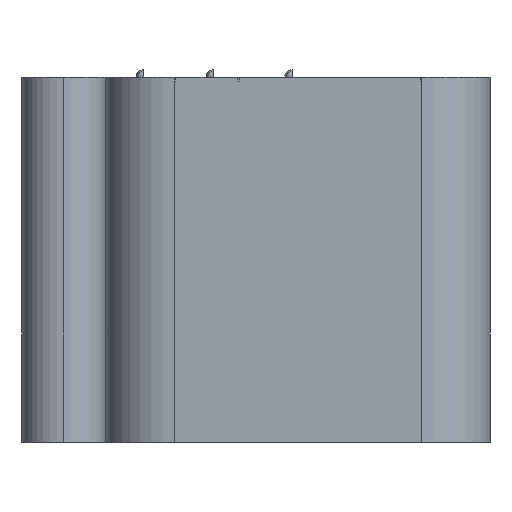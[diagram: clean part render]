
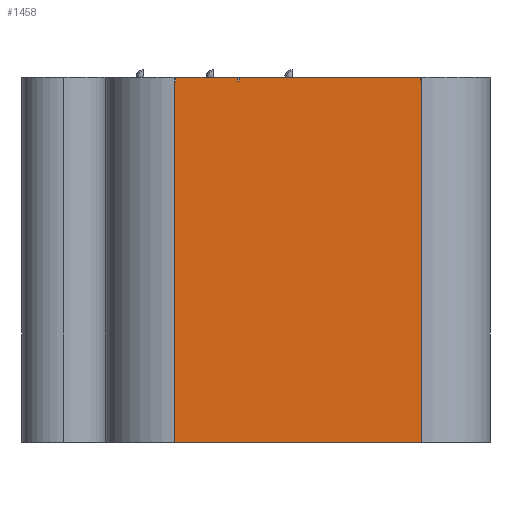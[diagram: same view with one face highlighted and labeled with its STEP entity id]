
A CAD part, left-side view. The second image highlights one B-rep face of the part: STEP entity #1458.
In plain terms, the highlighted planar face has unit normal (-1, 0, 0).
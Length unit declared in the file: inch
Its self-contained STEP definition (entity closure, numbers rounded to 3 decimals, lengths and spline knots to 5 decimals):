
#35 = VERTEX_POINT ( 'NONE', #3910 ) ;
#41 = CARTESIAN_POINT ( 'NONE',  ( -74.75, 3.97562, 24. ) ) ;
#68 = CARTESIAN_POINT ( 'NONE',  ( -74.75, 4.02562, 23.75 ) ) ;
#116 = ORIENTED_EDGE ( 'NONE', *, *, #2513, .F. ) ;
#198 = EDGE_CURVE ( 'NONE', #4032, #3404, #3743, .T. ) ;
#227 = CARTESIAN_POINT ( 'NONE',  ( -74.75, 15.97562, 24. ) ) ;
#233 = DIRECTION ( 'NONE',  ( 0., -1., 0. ) ) ;
#244 = VERTEX_POINT ( 'NONE', #68 ) ;
#267 = DIRECTION ( 'NONE',  ( 0., 0., -1. ) ) ;
#303 = ORIENTED_EDGE ( 'NONE', *, *, #198, .T. ) ;
#309 = VECTOR ( 'NONE', #1708, 39.37008 ) ;
#322 = CARTESIAN_POINT ( 'NONE',  ( -74.75, 16.07562, 24. ) ) ;
#413 = DIRECTION ( 'NONE',  ( 0., 0., -1. ) ) ;
#465 = DIRECTION ( 'NONE',  ( 0., -1., 0. ) ) ;
#472 = DIRECTION ( 'NONE',  ( 0., 0., -1. ) ) ;
#485 = VERTEX_POINT ( 'NONE', #3998 ) ;
#486 = LINE ( 'NONE', #910, #3089 ) ;
#558 = DIRECTION ( 'NONE',  ( 0., -1., 0. ) ) ;
#786 = VECTOR ( 'NONE', #3771, 39.37008 ) ;
#809 = CARTESIAN_POINT ( 'NONE',  ( -74.75, 16.07562, 23.75 ) ) ;
#865 = LINE ( 'NONE', #2518, #3477 ) ;
#890 = ORIENTED_EDGE ( 'NONE', *, *, #4209, .F. ) ;
#910 = CARTESIAN_POINT ( 'NONE',  ( -74.75, 20.25, 0. ) ) ;
#989 = VECTOR ( 'NONE', #2362, 39.37008 ) ;
#1116 = EDGE_CURVE ( 'NONE', #3953, #4377, #865, .T. ) ;
#1134 = VECTOR ( 'NONE', #413, 39.37008 ) ;
#1207 = CARTESIAN_POINT ( 'NONE',  ( -74.75, 4.02562, 43.97004 ) ) ;
#1298 = CARTESIAN_POINT ( 'NONE',  ( -74.75, 4.02562, 24. ) ) ;
#1322 = CARTESIAN_POINT ( 'NONE',  ( -74.75, 20.25, 23.75 ) ) ;
#1325 = LINE ( 'NONE', #3402, #309 ) ;
#1418 = DIRECTION ( 'NONE',  ( 0., 1., 0. ) ) ;
#1458 = ADVANCED_FACE ( 'NONE', ( #2963 ), #4102, .F. ) ;
#1466 = ORIENTED_EDGE ( 'NONE', *, *, #3352, .F. ) ;
#1514 = VECTOR ( 'NONE', #3235, 39.37008 ) ;
#1614 = LINE ( 'NONE', #1207, #1514 ) ;
#1708 = DIRECTION ( 'NONE',  ( 0., -1., 0. ) ) ;
#1807 = LINE ( 'NONE', #3396, #989 ) ;
#1877 = AXIS2_PLACEMENT_3D ( 'NONE', #2422, #3451, #1418 ) ;
#1970 = CARTESIAN_POINT ( 'NONE',  ( -74.75, 16.07562, 43.97004 ) ) ;
#2002 = ORIENTED_EDGE ( 'NONE', *, *, #3227, .F. ) ;
#2019 = EDGE_CURVE ( 'NONE', #4377, #2896, #486, .T. ) ;
#2095 = LINE ( 'NONE', #227, #3005 ) ;
#2168 = CARTESIAN_POINT ( 'NONE',  ( -74.75, 20.15, 24. ) ) ;
#2215 = EDGE_CURVE ( 'NONE', #3953, #485, #1325, .T. ) ;
#2244 = EDGE_CURVE ( 'NONE', #4241, #2896, #3832, .T. ) ;
#2277 = ORIENTED_EDGE ( 'NONE', *, *, #4344, .F. ) ;
#2309 = VECTOR ( 'NONE', #267, 39.37008 ) ;
#2332 = ORIENTED_EDGE ( 'NONE', *, *, #2412, .F. ) ;
#2362 = DIRECTION ( 'NONE',  ( 0., -1., 0. ) ) ;
#2412 = EDGE_CURVE ( 'NONE', #3295, #244, #1614, .T. ) ;
#2422 = CARTESIAN_POINT ( 'NONE',  ( -74.75, 20.25, 24. ) ) ;
#2491 = LINE ( 'NONE', #2168, #3503 ) ;
#2513 = EDGE_CURVE ( 'NONE', #4032, #3295, #2095, .T. ) ;
#2518 = CARTESIAN_POINT ( 'NONE',  ( -74.75, 20.25, 24. ) ) ;
#2624 = EDGE_LOOP ( 'NONE', ( #4108, #3723, #3699, #2688, #2002, #2332, #116, #303, #1466, #2277, #890, #4327 ) ) ;
#2688 = ORIENTED_EDGE ( 'NONE', *, *, #2244, .F. ) ;
#2750 = CARTESIAN_POINT ( 'NONE',  ( -74.75, 15.97562, 23.75 ) ) ;
#2879 = VECTOR ( 'NONE', #3885, 39.37008 ) ;
#2896 = VERTEX_POINT ( 'NONE', #3980 ) ;
#2963 = FACE_OUTER_BOUND ( 'NONE', #2624, .T. ) ;
#3005 = VECTOR ( 'NONE', #558, 39.37008 ) ;
#3023 = EDGE_CURVE ( 'NONE', #35, #485, #3508, .T. ) ;
#3089 = VECTOR ( 'NONE', #233, 39.37008 ) ;
#3119 = LINE ( 'NONE', #1970, #2309 ) ;
#3227 = EDGE_CURVE ( 'NONE', #244, #4241, #3658, .T. ) ;
#3235 = DIRECTION ( 'NONE',  ( 0., 0., -1. ) ) ;
#3295 = VERTEX_POINT ( 'NONE', #1298 ) ;
#3352 = EDGE_CURVE ( 'NONE', #4217, #3404, #1807, .T. ) ;
#3396 = CARTESIAN_POINT ( 'NONE',  ( -74.75, 20.25, 23.75 ) ) ;
#3402 = CARTESIAN_POINT ( 'NONE',  ( -74.75, 20.25, 23.75 ) ) ;
#3404 = VERTEX_POINT ( 'NONE', #2750 ) ;
#3429 = DIRECTION ( 'NONE',  ( 0., 0., -1. ) ) ;
#3434 = CARTESIAN_POINT ( 'NONE',  ( -74.75, 20.15, 43.97004 ) ) ;
#3451 = DIRECTION ( 'NONE',  ( 1., 0., 0. ) ) ;
#3477 = VECTOR ( 'NONE', #472, 39.37008 ) ;
#3503 = VECTOR ( 'NONE', #465, 39.37008 ) ;
#3508 = LINE ( 'NONE', #3434, #786 ) ;
#3549 = CARTESIAN_POINT ( 'NONE',  ( -74.75, 20.25, 23.75 ) ) ;
#3619 = CARTESIAN_POINT ( 'NONE',  ( -74.75, 3.97562, 23.75 ) ) ;
#3658 = LINE ( 'NONE', #3549, #2879 ) ;
#3699 = ORIENTED_EDGE ( 'NONE', *, *, #2019, .T. ) ;
#3723 = ORIENTED_EDGE ( 'NONE', *, *, #1116, .T. ) ;
#3741 = CARTESIAN_POINT ( 'NONE',  ( -74.75, 15.97562, 24. ) ) ;
#3743 = LINE ( 'NONE', #4094, #4311 ) ;
#3771 = DIRECTION ( 'NONE',  ( 0., 0., -1. ) ) ;
#3832 = LINE ( 'NONE', #41, #1134 ) ;
#3885 = DIRECTION ( 'NONE',  ( 0., -1., 0. ) ) ;
#3910 = CARTESIAN_POINT ( 'NONE',  ( -74.75, 20.15, 24. ) ) ;
#3953 = VERTEX_POINT ( 'NONE', #1322 ) ;
#3980 = CARTESIAN_POINT ( 'NONE',  ( -74.75, 3.97562, 0. ) ) ;
#3997 = CARTESIAN_POINT ( 'NONE',  ( -74.75, 20.25, 0. ) ) ;
#3998 = CARTESIAN_POINT ( 'NONE',  ( -74.75, 20.15, 23.75 ) ) ;
#4006 = VERTEX_POINT ( 'NONE', #322 ) ;
#4032 = VERTEX_POINT ( 'NONE', #3741 ) ;
#4094 = CARTESIAN_POINT ( 'NONE',  ( -74.75, 15.97562, 43.97004 ) ) ;
#4102 = PLANE ( 'NONE',  #1877 ) ;
#4108 = ORIENTED_EDGE ( 'NONE', *, *, #2215, .F. ) ;
#4209 = EDGE_CURVE ( 'NONE', #35, #4006, #2491, .T. ) ;
#4217 = VERTEX_POINT ( 'NONE', #809 ) ;
#4241 = VERTEX_POINT ( 'NONE', #3619 ) ;
#4311 = VECTOR ( 'NONE', #3429, 39.37008 ) ;
#4327 = ORIENTED_EDGE ( 'NONE', *, *, #3023, .T. ) ;
#4344 = EDGE_CURVE ( 'NONE', #4006, #4217, #3119, .T. ) ;
#4377 = VERTEX_POINT ( 'NONE', #3997 ) ;
